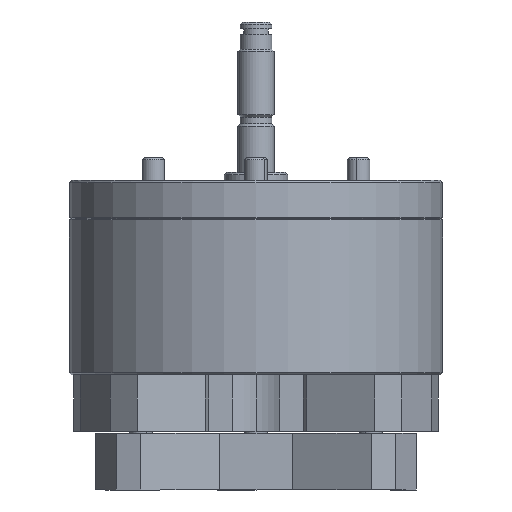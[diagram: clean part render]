
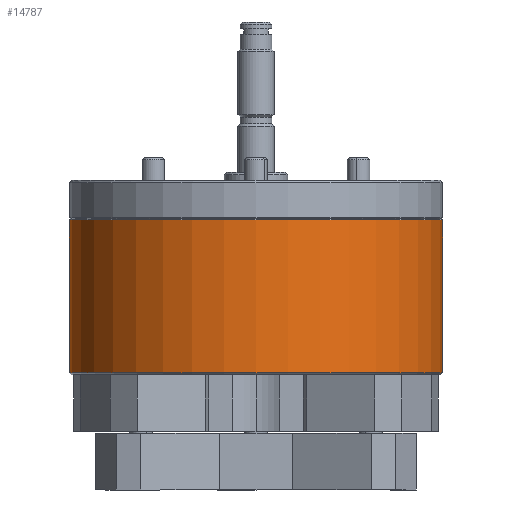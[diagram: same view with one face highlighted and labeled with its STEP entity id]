
A CAD part, front view. The second image highlights one B-rep face of the part: STEP entity #14787.
In plain terms, the highlighted cylindrical face has radius 82.5 mm (diameter 165 mm), a partial arc.
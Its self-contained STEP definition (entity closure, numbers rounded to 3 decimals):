
#121 = DIRECTION ( 'NONE',  ( 0., 0., 1. ) ) ;
#182 = CARTESIAN_POINT ( 'NONE',  ( -82.5, 0., 0. ) ) ;
#438 = ORIENTED_EDGE ( 'NONE', *, *, #7046, .T. ) ;
#1236 = DIRECTION ( 'NONE',  ( 1., 0., 0. ) ) ;
#1665 = LINE ( 'NONE', #15645, #6166 ) ;
#1881 = CARTESIAN_POINT ( 'NONE',  ( 82.5, 0., -68. ) ) ;
#3417 = ORIENTED_EDGE ( 'NONE', *, *, #7579, .T. ) ;
#4256 = VERTEX_POINT ( 'NONE', #10365 ) ;
#5309 = DIRECTION ( 'NONE',  ( 0., 0., 1. ) ) ;
#5831 = CYLINDRICAL_SURFACE ( 'NONE', #11752, 82.5 ) ;
#6166 = VECTOR ( 'NONE', #13168, 1000. ) ;
#6560 = VERTEX_POINT ( 'NONE', #8238 ) ;
#6647 = FACE_OUTER_BOUND ( 'NONE', #7668, .T. ) ;
#7046 = EDGE_CURVE ( 'NONE', #15675, #14462, #1665, .T. ) ;
#7369 = AXIS2_PLACEMENT_3D ( 'NONE', #14086, #15377, #10235 ) ;
#7579 = EDGE_CURVE ( 'NONE', #14462, #6560, #12480, .T. ) ;
#7668 = EDGE_LOOP ( 'NONE', ( #12239, #11001, #438, #3417 ) ) ;
#8238 = CARTESIAN_POINT ( 'NONE',  ( -82.5, 0., -0.5 ) ) ;
#8496 = VECTOR ( 'NONE', #5309, 1000. ) ;
#8860 = CIRCLE ( 'NONE', #14973, 82.5 ) ;
#9066 = CARTESIAN_POINT ( 'NONE',  ( 0., 0., -68. ) ) ;
#10235 = DIRECTION ( 'NONE',  ( -1., 0., 0. ) ) ;
#10365 = CARTESIAN_POINT ( 'NONE',  ( -82.5, 0., -68. ) ) ;
#11001 = ORIENTED_EDGE ( 'NONE', *, *, #16615, .T. ) ;
#11752 = AXIS2_PLACEMENT_3D ( 'NONE', #14400, #121, #11883 ) ;
#11883 = DIRECTION ( 'NONE',  ( 1., 0., 0. ) ) ;
#12239 = ORIENTED_EDGE ( 'NONE', *, *, #13634, .F. ) ;
#12480 = CIRCLE ( 'NONE', #7369, 82.5 ) ;
#13168 = DIRECTION ( 'NONE',  ( 0., 0., 1. ) ) ;
#13634 = EDGE_CURVE ( 'NONE', #4256, #6560, #16009, .T. ) ;
#14086 = CARTESIAN_POINT ( 'NONE',  ( 0., 0., -0.5 ) ) ;
#14400 = CARTESIAN_POINT ( 'NONE',  ( 0., 0., 0. ) ) ;
#14462 = VERTEX_POINT ( 'NONE', #16150 ) ;
#14787 = ADVANCED_FACE ( 'NONE', ( #6647 ), #5831, .T. ) ;
#14973 = AXIS2_PLACEMENT_3D ( 'NONE', #9066, #15741, #1236 ) ;
#15377 = DIRECTION ( 'NONE',  ( 0., 0., -1. ) ) ;
#15645 = CARTESIAN_POINT ( 'NONE',  ( 82.5, 0., 0. ) ) ;
#15675 = VERTEX_POINT ( 'NONE', #1881 ) ;
#15741 = DIRECTION ( 'NONE',  ( 0., 0., 1. ) ) ;
#16009 = LINE ( 'NONE', #182, #8496 ) ;
#16150 = CARTESIAN_POINT ( 'NONE',  ( 82.5, 0., -0.5 ) ) ;
#16615 = EDGE_CURVE ( 'NONE', #4256, #15675, #8860, .T. ) ;
